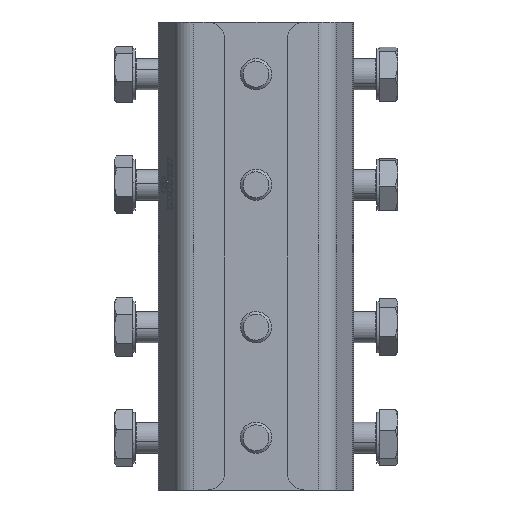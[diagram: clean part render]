
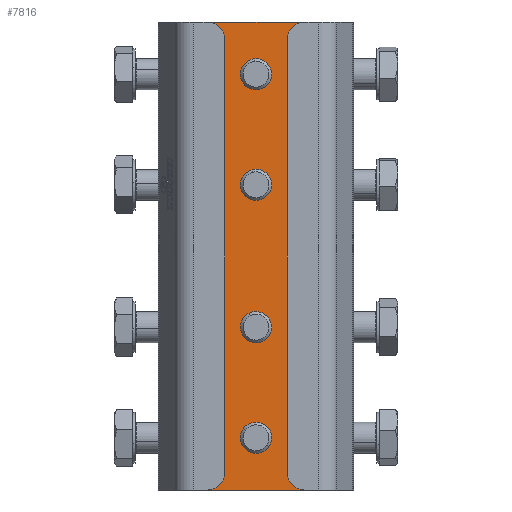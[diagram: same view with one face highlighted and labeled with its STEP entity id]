
A CAD part, front view. The second image highlights one B-rep face of the part: STEP entity #7816.
In plain terms, the highlighted planar face has unit normal (0, -1, 0).
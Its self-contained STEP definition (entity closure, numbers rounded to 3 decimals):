
#186 = CARTESIAN_POINT ( 'NONE',  ( 0., 0., -78.25 ) ) ;
#769 = EDGE_LOOP ( 'NONE', ( #7245, #46959 ) ) ;
#1095 = CARTESIAN_POINT ( 'NONE',  ( -18.5, 0., -120. ) ) ;
#1158 = EDGE_CURVE ( 'NONE', #28797, #43778, #13571, .T. ) ;
#1759 = DIRECTION ( 'NONE',  ( 0., 0., -1. ) ) ;
#1899 = ORIENTED_EDGE ( 'NONE', *, *, #31418, .T. ) ;
#2245 = CARTESIAN_POINT ( 'NONE',  ( 0., 0., -13.4 ) ) ;
#2905 = CARTESIAN_POINT ( 'NONE',  ( 0., 0., -41.75 ) ) ;
#3040 = AXIS2_PLACEMENT_3D ( 'NONE', #32788, #19857, #45925 ) ;
#3766 = FACE_BOUND ( 'NONE', #53339, .T. ) ;
#3771 = AXIS2_PLACEMENT_3D ( 'NONE', #21404, #51836, #25797 ) ;
#3882 = AXIS2_PLACEMENT_3D ( 'NONE', #14638, #45047, #18988 ) ;
#4378 = CARTESIAN_POINT ( 'NONE',  ( -18.5, 0., -120. ) ) ;
#4557 = DIRECTION ( 'NONE',  ( 0., 0., -1. ) ) ;
#5328 = CIRCLE ( 'NONE', #46338, 3.4 ) ;
#6104 = LINE ( 'NONE', #4378, #40777 ) ;
#6148 = CIRCLE ( 'NONE', #31635, 3.4 ) ;
#6611 = DIRECTION ( 'NONE',  ( 0., 0., -1. ) ) ;
#6778 = ORIENTED_EDGE ( 'NONE', *, *, #13101, .F. ) ;
#7216 = CARTESIAN_POINT ( 'NONE',  ( 0., 0., -106.6 ) ) ;
#7245 = ORIENTED_EDGE ( 'NONE', *, *, #53673, .F. ) ;
#7272 = DIRECTION ( 'NONE',  ( 0., 0., -1. ) ) ;
#7468 = EDGE_LOOP ( 'NONE', ( #51541, #9569, #30188, #1899 ) ) ;
#7816 = ADVANCED_FACE ( 'NONE', ( #26851, #3766, #37056, #13950, #25492 ), #19672, .T. ) ;
#8053 = CARTESIAN_POINT ( 'NONE',  ( 3.4, 0., -13.4 ) ) ;
#8324 = CARTESIAN_POINT ( 'NONE',  ( 18.5, 0., -120. ) ) ;
#8730 = LINE ( 'NONE', #28255, #31822 ) ;
#9407 = ORIENTED_EDGE ( 'NONE', *, *, #33893, .F. ) ;
#9569 = ORIENTED_EDGE ( 'NONE', *, *, #14920, .F. ) ;
#10182 = CARTESIAN_POINT ( 'NONE',  ( 3.4, 0., -41.75 ) ) ;
#10291 = VECTOR ( 'NONE', #16930, 1000. ) ;
#11011 = ORIENTED_EDGE ( 'NONE', *, *, #22977, .F. ) ;
#11595 = DIRECTION ( 'NONE',  ( 0., 0., -1. ) ) ;
#12305 = EDGE_LOOP ( 'NONE', ( #31271, #6778 ) ) ;
#12430 = CARTESIAN_POINT ( 'NONE',  ( -3.4, 0., -41.75 ) ) ;
#12764 = AXIS2_PLACEMENT_3D ( 'NONE', #50442, #20032, #46101 ) ;
#13101 = EDGE_CURVE ( 'NONE', #49845, #44221, #6148, .T. ) ;
#13571 = CIRCLE ( 'NONE', #12764, 3.4 ) ;
#13834 = CARTESIAN_POINT ( 'NONE',  ( 3.4, 0., -106.6 ) ) ;
#13849 = CIRCLE ( 'NONE', #3882, 3.4 ) ;
#13950 = FACE_BOUND ( 'NONE', #12305, .T. ) ;
#14385 = LINE ( 'NONE', #56022, #10291 ) ;
#14638 = CARTESIAN_POINT ( 'NONE',  ( 0., 0., -13.4 ) ) ;
#14920 = EDGE_CURVE ( 'NONE', #31185, #46662, #14385, .T. ) ;
#15728 = AXIS2_PLACEMENT_3D ( 'NONE', #53799, #27803, #1759 ) ;
#16930 = DIRECTION ( 'NONE',  ( 0., 0., 1. ) ) ;
#18389 = EDGE_CURVE ( 'NONE', #46662, #34711, #8730, .T. ) ;
#18988 = DIRECTION ( 'NONE',  ( 0., 0., -1. ) ) ;
#19014 = CARTESIAN_POINT ( 'NONE',  ( -3.4, 0., -106.6 ) ) ;
#19055 = EDGE_LOOP ( 'NONE', ( #26470, #27371 ) ) ;
#19672 = PLANE ( 'NONE',  #3040 ) ;
#19857 = DIRECTION ( 'NONE',  ( 0., -1., 0. ) ) ;
#20032 = DIRECTION ( 'NONE',  ( 0., -1., 0. ) ) ;
#20547 = VERTEX_POINT ( 'NONE', #13834 ) ;
#21404 = CARTESIAN_POINT ( 'NONE',  ( 0., 0., -106.6 ) ) ;
#21891 = CARTESIAN_POINT ( 'NONE',  ( -3.4, 0., -13.4 ) ) ;
#22107 = EDGE_CURVE ( 'NONE', #44221, #49845, #22878, .T. ) ;
#22878 = CIRCLE ( 'NONE', #15728, 3.4 ) ;
#22977 = EDGE_CURVE ( 'NONE', #20547, #29408, #35760, .T. ) ;
#23598 = CARTESIAN_POINT ( 'NONE',  ( -18.5, 0., 0. ) ) ;
#24037 = AXIS2_PLACEMENT_3D ( 'NONE', #7216, #37615, #11595 ) ;
#24117 = CARTESIAN_POINT ( 'NONE',  ( 18.5, 0., 0. ) ) ;
#25492 = FACE_OUTER_BOUND ( 'NONE', #7468, .T. ) ;
#25797 = DIRECTION ( 'NONE',  ( 0., 0., -1. ) ) ;
#26043 = EDGE_CURVE ( 'NONE', #45447, #29073, #13849, .T. ) ;
#26126 = EDGE_CURVE ( 'NONE', #29073, #45447, #34252, .T. ) ;
#26470 = ORIENTED_EDGE ( 'NONE', *, *, #26043, .F. ) ;
#26851 = FACE_BOUND ( 'NONE', #19055, .T. ) ;
#27371 = ORIENTED_EDGE ( 'NONE', *, *, #26126, .F. ) ;
#27803 = DIRECTION ( 'NONE',  ( 0., -1., 0. ) ) ;
#28255 = CARTESIAN_POINT ( 'NONE',  ( -18.5, 0., 0. ) ) ;
#28797 = VERTEX_POINT ( 'NONE', #10182 ) ;
#29073 = VERTEX_POINT ( 'NONE', #8053 ) ;
#29408 = VERTEX_POINT ( 'NONE', #19014 ) ;
#30188 = ORIENTED_EDGE ( 'NONE', *, *, #52200, .T. ) ;
#30215 = CARTESIAN_POINT ( 'NONE',  ( 18.5, 0., -120. ) ) ;
#30308 = LINE ( 'NONE', #8324, #50647 ) ;
#30605 = DIRECTION ( 'NONE',  ( 0., -1., 0. ) ) ;
#31052 = VERTEX_POINT ( 'NONE', #30215 ) ;
#31185 = VERTEX_POINT ( 'NONE', #1095 ) ;
#31271 = ORIENTED_EDGE ( 'NONE', *, *, #22107, .F. ) ;
#31418 = EDGE_CURVE ( 'NONE', #31052, #34711, #30308, .T. ) ;
#31635 = AXIS2_PLACEMENT_3D ( 'NONE', #186, #30605, #4557 ) ;
#31822 = VECTOR ( 'NONE', #54429, 1000. ) ;
#32647 = DIRECTION ( 'NONE',  ( 0., -1., 0. ) ) ;
#32788 = CARTESIAN_POINT ( 'NONE',  ( -18.5, 0., -120. ) ) ;
#33318 = DIRECTION ( 'NONE',  ( 0., -1., 0. ) ) ;
#33893 = EDGE_CURVE ( 'NONE', #29408, #20547, #51208, .T. ) ;
#34252 = CIRCLE ( 'NONE', #35907, 3.4 ) ;
#34711 = VERTEX_POINT ( 'NONE', #24117 ) ;
#35760 = CIRCLE ( 'NONE', #3771, 3.4 ) ;
#35907 = AXIS2_PLACEMENT_3D ( 'NONE', #2245, #32647, #6611 ) ;
#37056 = FACE_BOUND ( 'NONE', #769, .T. ) ;
#37615 = DIRECTION ( 'NONE',  ( 0., -1., 0. ) ) ;
#38712 = DIRECTION ( 'NONE',  ( 0., 0., 1. ) ) ;
#39131 = DIRECTION ( 'NONE',  ( 1., 0., 0. ) ) ;
#40777 = VECTOR ( 'NONE', #39131, 1000. ) ;
#42568 = CARTESIAN_POINT ( 'NONE',  ( -3.4, 0., -78.25 ) ) ;
#43778 = VERTEX_POINT ( 'NONE', #12430 ) ;
#44221 = VERTEX_POINT ( 'NONE', #42568 ) ;
#45047 = DIRECTION ( 'NONE',  ( 0., -1., 0. ) ) ;
#45447 = VERTEX_POINT ( 'NONE', #21891 ) ;
#45925 = DIRECTION ( 'NONE',  ( 0., 0., -1. ) ) ;
#46101 = DIRECTION ( 'NONE',  ( 0., 0., -1. ) ) ;
#46338 = AXIS2_PLACEMENT_3D ( 'NONE', #2905, #33318, #7272 ) ;
#46662 = VERTEX_POINT ( 'NONE', #23598 ) ;
#46959 = ORIENTED_EDGE ( 'NONE', *, *, #1158, .F. ) ;
#49845 = VERTEX_POINT ( 'NONE', #54840 ) ;
#50442 = CARTESIAN_POINT ( 'NONE',  ( 0., 0., -41.75 ) ) ;
#50647 = VECTOR ( 'NONE', #38712, 1000. ) ;
#51208 = CIRCLE ( 'NONE', #24037, 3.4 ) ;
#51541 = ORIENTED_EDGE ( 'NONE', *, *, #18389, .F. ) ;
#51836 = DIRECTION ( 'NONE',  ( 0., -1., 0. ) ) ;
#52200 = EDGE_CURVE ( 'NONE', #31185, #31052, #6104, .T. ) ;
#53339 = EDGE_LOOP ( 'NONE', ( #9407, #11011 ) ) ;
#53673 = EDGE_CURVE ( 'NONE', #43778, #28797, #5328, .T. ) ;
#53799 = CARTESIAN_POINT ( 'NONE',  ( 0., 0., -78.25 ) ) ;
#54429 = DIRECTION ( 'NONE',  ( 1., 0., 0. ) ) ;
#54840 = CARTESIAN_POINT ( 'NONE',  ( 3.4, 0., -78.25 ) ) ;
#56022 = CARTESIAN_POINT ( 'NONE',  ( -18.5, 0., -120. ) ) ;
